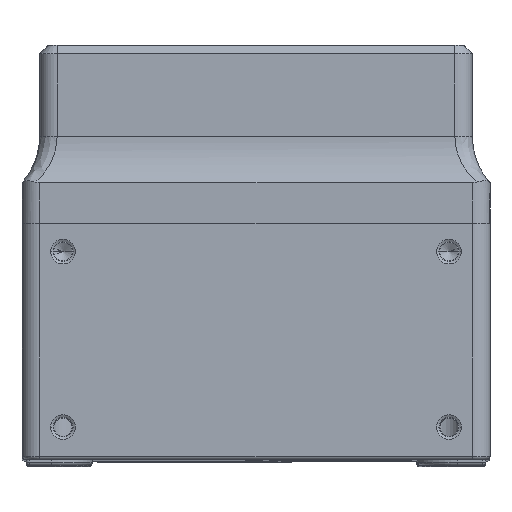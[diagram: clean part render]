
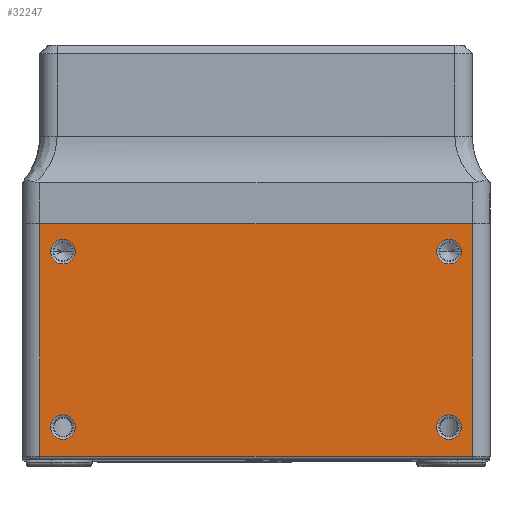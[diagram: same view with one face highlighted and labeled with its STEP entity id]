
A CAD part, top view. The second image highlights one B-rep face of the part: STEP entity #32247.
In plain terms, the highlighted planar face has unit normal (0, 0, 1).
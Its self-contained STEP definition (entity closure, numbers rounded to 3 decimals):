
#179 = ORIENTED_EDGE ( 'NONE', *, *, #48278, .T. ) ;
#743 = CARTESIAN_POINT ( 'NONE',  ( -37., 40.3, 92.5 ) ) ;
#1328 = EDGE_CURVE ( 'NONE', #40052, #24585, #4959, .T. ) ;
#1394 = VERTEX_POINT ( 'NONE', #4502 ) ;
#2098 = AXIS2_PLACEMENT_3D ( 'NONE', #60199, #40046, #14466 ) ;
#2364 = VERTEX_POINT ( 'NONE', #21279 ) ;
#2418 = VECTOR ( 'NONE', #26093, 1000. ) ;
#2657 = VERTEX_POINT ( 'NONE', #41471 ) ;
#3184 = LINE ( 'NONE', #743, #2418 ) ;
#3419 = LINE ( 'NONE', #47824, #16705 ) ;
#3811 = CARTESIAN_POINT ( 'NONE',  ( -35.1, 35.5, 92.5 ) ) ;
#4121 = ORIENTED_EDGE ( 'NONE', *, *, #1328, .F. ) ;
#4408 = ORIENTED_EDGE ( 'NONE', *, *, #49050, .F. ) ;
#4502 = CARTESIAN_POINT ( 'NONE',  ( -37., 40.3, 92.5 ) ) ;
#4959 = CIRCLE ( 'NONE', #21392, 2.1 ) ;
#5162 = CARTESIAN_POINT ( 'NONE',  ( -40., 40.3, 92.5 ) ) ;
#5563 = CARTESIAN_POINT ( 'NONE',  ( -30.9, 35.5, 92.5 ) ) ;
#5798 = DIRECTION ( 'NONE',  ( 1., 0., 0. ) ) ;
#6012 = FACE_BOUND ( 'NONE', #49951, .T. ) ;
#6264 = VECTOR ( 'NONE', #5798, 1000. ) ;
#6983 = CIRCLE ( 'NONE', #32430, 2.1 ) ;
#7441 = EDGE_LOOP ( 'NONE', ( #10829, #46128, #32558, #179 ) ) ;
#7808 = CIRCLE ( 'NONE', #62844, 2.1 ) ;
#8107 = CIRCLE ( 'NONE', #12612, 2.1 ) ;
#10601 = DIRECTION ( 'NONE',  ( 0., 0., 1. ) ) ;
#10829 = ORIENTED_EDGE ( 'NONE', *, *, #63297, .T. ) ;
#10912 = ORIENTED_EDGE ( 'NONE', *, *, #18996, .F. ) ;
#11747 = CARTESIAN_POINT ( 'NONE',  ( 33., 35.5, 92.5 ) ) ;
#11844 = AXIS2_PLACEMENT_3D ( 'NONE', #28108, #13291, #63373 ) ;
#12193 = VERTEX_POINT ( 'NONE', #5563 ) ;
#12612 = AXIS2_PLACEMENT_3D ( 'NONE', #45834, #10601, #45623 ) ;
#12819 = CARTESIAN_POINT ( 'NONE',  ( 30.9, 5.5, 92.5 ) ) ;
#13291 = DIRECTION ( 'NONE',  ( 0., 0., 1. ) ) ;
#14466 = DIRECTION ( 'NONE',  ( -1., 0., 0. ) ) ;
#15485 = CARTESIAN_POINT ( 'NONE',  ( 33., 35.5, 92.5 ) ) ;
#16347 = LINE ( 'NONE', #36318, #58679 ) ;
#16705 = VECTOR ( 'NONE', #37695, 1000. ) ;
#17163 = CIRCLE ( 'NONE', #48217, 2.1 ) ;
#17208 = DIRECTION ( 'NONE',  ( 0., 0., 1. ) ) ;
#18323 = ORIENTED_EDGE ( 'NONE', *, *, #18901, .F. ) ;
#18901 = EDGE_CURVE ( 'NONE', #36323, #19622, #7808, .T. ) ;
#18948 = DIRECTION ( 'NONE',  ( 1., 0., 0. ) ) ;
#18996 = EDGE_CURVE ( 'NONE', #24799, #2364, #17163, .T. ) ;
#19356 = FACE_OUTER_BOUND ( 'NONE', #7441, .T. ) ;
#19622 = VERTEX_POINT ( 'NONE', #12819 ) ;
#19784 = EDGE_LOOP ( 'NONE', ( #4121, #43772 ) ) ;
#21055 = CARTESIAN_POINT ( 'NONE',  ( -30.9, 5.5, 92.5 ) ) ;
#21247 = DIRECTION ( 'NONE',  ( 0., 0., 1. ) ) ;
#21279 = CARTESIAN_POINT ( 'NONE',  ( 35.1, 35.5, 92.5 ) ) ;
#21392 = AXIS2_PLACEMENT_3D ( 'NONE', #63977, #44296, #18948 ) ;
#22738 = LINE ( 'NONE', #5162, #6264 ) ;
#24585 = VERTEX_POINT ( 'NONE', #49436 ) ;
#24649 = DIRECTION ( 'NONE',  ( -1., 0., 0. ) ) ;
#24799 = VERTEX_POINT ( 'NONE', #52605 ) ;
#24800 = CIRCLE ( 'NONE', #11844, 2.1 ) ;
#26093 = DIRECTION ( 'NONE',  ( 0., -1., 0. ) ) ;
#27219 = AXIS2_PLACEMENT_3D ( 'NONE', #54568, #21247, #35417 ) ;
#28108 = CARTESIAN_POINT ( 'NONE',  ( 33., 5.5, 92.5 ) ) ;
#28671 = CARTESIAN_POINT ( 'NONE',  ( 37., 0.5, 92.5 ) ) ;
#29546 = DIRECTION ( 'NONE',  ( 0., 0., 1. ) ) ;
#29862 = EDGE_CURVE ( 'NONE', #1394, #2657, #22738, .T. ) ;
#29990 = CIRCLE ( 'NONE', #27219, 2.1 ) ;
#32247 = ADVANCED_FACE ( 'NONE', ( #6012, #57722, #50693, #40456, #19356 ), #44239, .F. ) ;
#32430 = AXIS2_PLACEMENT_3D ( 'NONE', #15485, #50531, #35357 ) ;
#32558 = ORIENTED_EDGE ( 'NONE', *, *, #29862, .F. ) ;
#34039 = DIRECTION ( 'NONE',  ( 0., 0., 1. ) ) ;
#34902 = CARTESIAN_POINT ( 'NONE',  ( 33., 5.5, 92.5 ) ) ;
#35357 = DIRECTION ( 'NONE',  ( -1., 0., 0. ) ) ;
#35417 = DIRECTION ( 'NONE',  ( 1., 0., 0. ) ) ;
#35434 = CARTESIAN_POINT ( 'NONE',  ( -37., 0.5, 92.5 ) ) ;
#36318 = CARTESIAN_POINT ( 'NONE',  ( -40., 0.5, 92.5 ) ) ;
#36323 = VERTEX_POINT ( 'NONE', #40490 ) ;
#37695 = DIRECTION ( 'NONE',  ( 0., 1., 0. ) ) ;
#38161 = VERTEX_POINT ( 'NONE', #28671 ) ;
#39510 = ORIENTED_EDGE ( 'NONE', *, *, #53299, .F. ) ;
#39856 = DIRECTION ( 'NONE',  ( 1., 0., 0. ) ) ;
#40046 = DIRECTION ( 'NONE',  ( 0., 0., -1. ) ) ;
#40052 = VERTEX_POINT ( 'NONE', #21055 ) ;
#40456 = FACE_BOUND ( 'NONE', #59838, .T. ) ;
#40490 = CARTESIAN_POINT ( 'NONE',  ( 35.1, 5.5, 92.5 ) ) ;
#40933 = DIRECTION ( 'NONE',  ( 1., 0., 0. ) ) ;
#41471 = CARTESIAN_POINT ( 'NONE',  ( 37., 40.3, 92.5 ) ) ;
#43772 = ORIENTED_EDGE ( 'NONE', *, *, #54013, .F. ) ;
#44239 = PLANE ( 'NONE',  #2098 ) ;
#44296 = DIRECTION ( 'NONE',  ( 0., 0., 1. ) ) ;
#45623 = DIRECTION ( 'NONE',  ( 1., 0., 0. ) ) ;
#45834 = CARTESIAN_POINT ( 'NONE',  ( -33., 5.5, 92.5 ) ) ;
#46128 = ORIENTED_EDGE ( 'NONE', *, *, #58891, .T. ) ;
#47824 = CARTESIAN_POINT ( 'NONE',  ( 37., 40.3, 92.5 ) ) ;
#48217 = AXIS2_PLACEMENT_3D ( 'NONE', #11747, #17208, #56609 ) ;
#48278 = EDGE_CURVE ( 'NONE', #1394, #55219, #3184, .T. ) ;
#49050 = EDGE_CURVE ( 'NONE', #2364, #24799, #6983, .T. ) ;
#49436 = CARTESIAN_POINT ( 'NONE',  ( -35.1, 5.5, 92.5 ) ) ;
#49951 = EDGE_LOOP ( 'NONE', ( #4408, #10912 ) ) ;
#50320 = VERTEX_POINT ( 'NONE', #3811 ) ;
#50531 = DIRECTION ( 'NONE',  ( 0., 0., 1. ) ) ;
#50693 = FACE_BOUND ( 'NONE', #19784, .T. ) ;
#52605 = CARTESIAN_POINT ( 'NONE',  ( 30.9, 35.5, 92.5 ) ) ;
#53299 = EDGE_CURVE ( 'NONE', #12193, #50320, #29990, .T. ) ;
#54013 = EDGE_CURVE ( 'NONE', #24585, #40052, #8107, .T. ) ;
#54568 = CARTESIAN_POINT ( 'NONE',  ( -33., 35.5, 92.5 ) ) ;
#55219 = VERTEX_POINT ( 'NONE', #35434 ) ;
#55557 = AXIS2_PLACEMENT_3D ( 'NONE', #59591, #29546, #39856 ) ;
#55768 = EDGE_CURVE ( 'NONE', #19622, #36323, #24800, .T. ) ;
#56609 = DIRECTION ( 'NONE',  ( -1., 0., 0. ) ) ;
#57722 = FACE_BOUND ( 'NONE', #64583, .T. ) ;
#58679 = VECTOR ( 'NONE', #40933, 1000. ) ;
#58891 = EDGE_CURVE ( 'NONE', #38161, #2657, #3419, .T. ) ;
#59060 = EDGE_CURVE ( 'NONE', #50320, #12193, #60517, .T. ) ;
#59591 = CARTESIAN_POINT ( 'NONE',  ( -33., 35.5, 92.5 ) ) ;
#59838 = EDGE_LOOP ( 'NONE', ( #39510, #61872 ) ) ;
#60199 = CARTESIAN_POINT ( 'NONE',  ( -40., 40.3, 92.5 ) ) ;
#60517 = CIRCLE ( 'NONE', #55557, 2.1 ) ;
#61872 = ORIENTED_EDGE ( 'NONE', *, *, #59060, .F. ) ;
#62047 = ORIENTED_EDGE ( 'NONE', *, *, #55768, .F. ) ;
#62844 = AXIS2_PLACEMENT_3D ( 'NONE', #34902, #34039, #24649 ) ;
#63297 = EDGE_CURVE ( 'NONE', #55219, #38161, #16347, .T. ) ;
#63373 = DIRECTION ( 'NONE',  ( -1., 0., 0. ) ) ;
#63977 = CARTESIAN_POINT ( 'NONE',  ( -33., 5.5, 92.5 ) ) ;
#64583 = EDGE_LOOP ( 'NONE', ( #18323, #62047 ) ) ;
